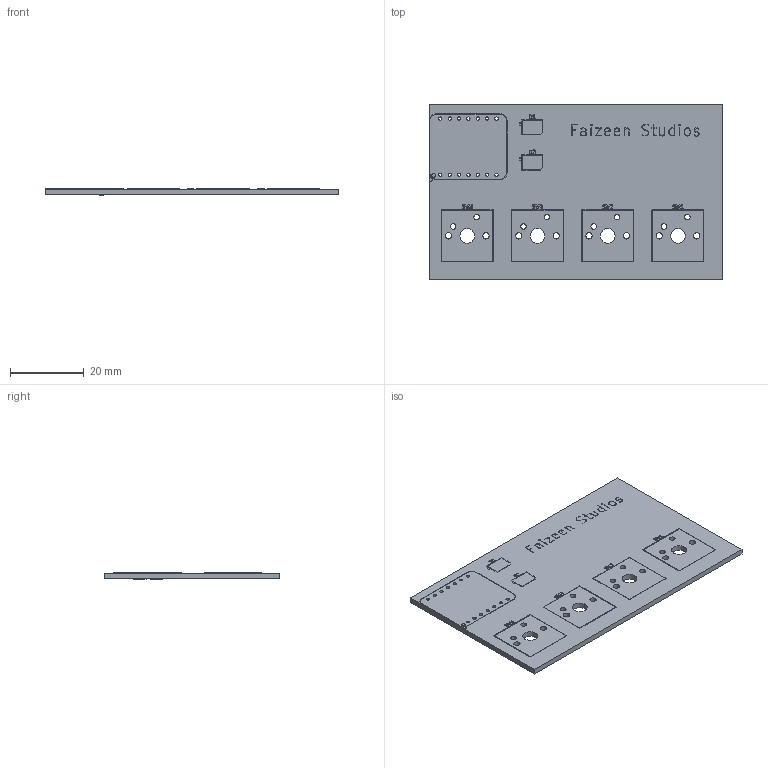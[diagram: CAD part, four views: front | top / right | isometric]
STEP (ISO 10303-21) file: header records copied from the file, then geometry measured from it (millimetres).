
FILE_DESCRIPTION(('KiCad electronic assembly'),'2;1');
FILE_NAME('schematic.step','2025-12-03T20:03:35',('Pcbnew'),('Kicad'), 'Open CASCADE STEP processor 7.9','KiCad to STEP converter','Unknown' );
FILE_SCHEMA(('AUTOMOTIVE_DESIGN { 1 0 10303 214 1 1 1 1 }'));
Length unit declared in the file: millimetre
Products named in the file (4): schematic 1; schematic_silkscreen; schematic_PCB
Assembly tree (3 placements, depth 2):
  schematic 1
    schematic_silkscreen
    schematic_silkscreen
    schematic_PCB
Bounding box: 79.75 x 47.62 x 1.66 mm (x, y, z)
Volume: 5597.6 mm3; surface area: 8117.5 mm2
Topology: 1 solids, 52 shells, 91 faces, 1012 edges, 974 vertices
Faces by surface type: plane 57, cylinder 34
Full cylindrical faces by diameter (mm): 0.889 x14, 1.5 x8, 1.7 x8, 4 x4
Entity records: 9963 total; most frequent: CARTESIAN_POINT 2081, DIRECTION 1488, ORIENTED_EDGE 1126, EDGE_CURVE 1012, VERTEX_POINT 974, LINE 726, VECTOR 726, AXIS2_PLACEMENT_3D 381
